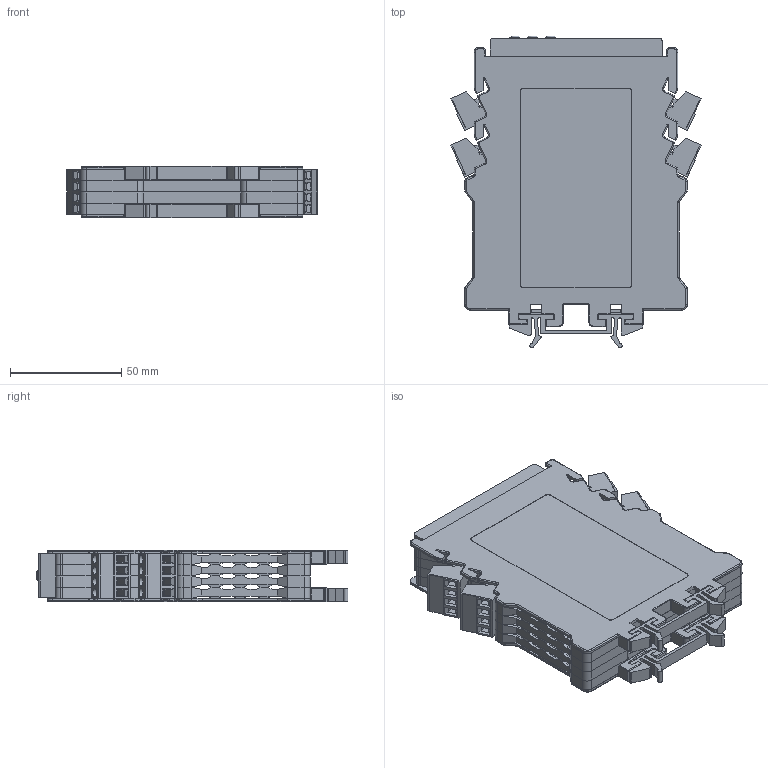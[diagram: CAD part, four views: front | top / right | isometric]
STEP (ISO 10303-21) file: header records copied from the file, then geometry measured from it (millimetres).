
FILE_DESCRIPTION (( 'STEP AP203' ), '1' );
FILE_NAME ('GVD-mit VarioControl.STEP', '2018-08-03T08:41:31', ( '' ), ( '' ), 'SwSTEP 2.0', 'SolidWorks 2013', '' );
FILE_SCHEMA (( 'CONFIG_CONTROL_DESIGN' ));
Length unit declared in the file: millimetre
Products named in the file (8): Hutschienenhalterung-1; Baugruppe-GV; Deckel-GV-1; Kammer-GV-07; GVD Klemmen; VarioControl; Front-GVD-VarioControl; GVD-mit VarioControl
Assembly tree (15 placements, depth 3):
  GVD-mit VarioControl
    Deckel-GV-1
    Hutschienenhalterung-1
    Kammer-GV-07  x4
    Baugruppe-GV
      Deckel-GV-1
      Hutschienenhalterung-1
    GVD Klemmen  x4
    VarioControl
    Front-GVD-VarioControl
Bounding box: 112.32 x 139.94 x 22.98 mm (x, y, z)
Volume: 72210.9 mm3; surface area: 103679 mm2
Topology: 17 solids, 17 shells, 4238 faces, 11479 edges, 7350 vertices
Faces by surface type: plane 2778, cylinder 1014, torus 168, bspline 148, cone 130
Entity records: 58498 total; most frequent: CARTESIAN_POINT 16462, ORIENTED_EDGE 8878, DIRECTION 8058, EDGE_CURVE 4439, LINE 3122, VECTOR 3122, VERTEX_POINT 2850, AXIS2_PLACEMENT_3D 2468
